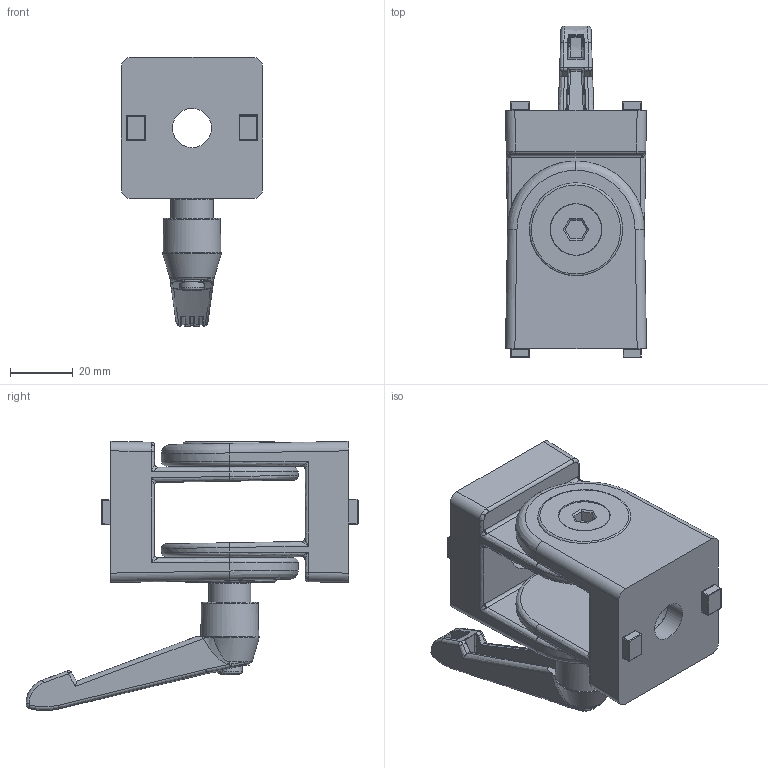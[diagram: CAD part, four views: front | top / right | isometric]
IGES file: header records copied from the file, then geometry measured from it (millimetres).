
Global section: file name: 324541; native system: Autodesk Inventor 2021; preprocessor: unknown; author: Mrówczyńska,,; organization: 11; date: 20220905.105704; units: millimetre
Bounding box: 45 x 105.9 x 85.84 mm (x, y, z)
Volume: 104063.2 mm3; surface area: 34853.2 mm2
Topology: 2 solids, 5 shells, 504 faces, 1300 edges, 787 vertices
Faces by surface type: bspline 504
